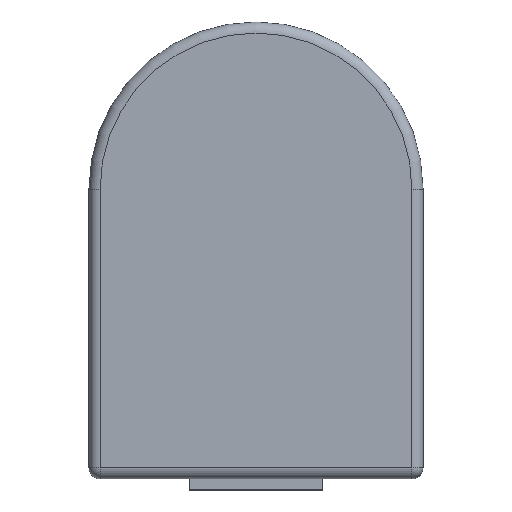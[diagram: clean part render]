
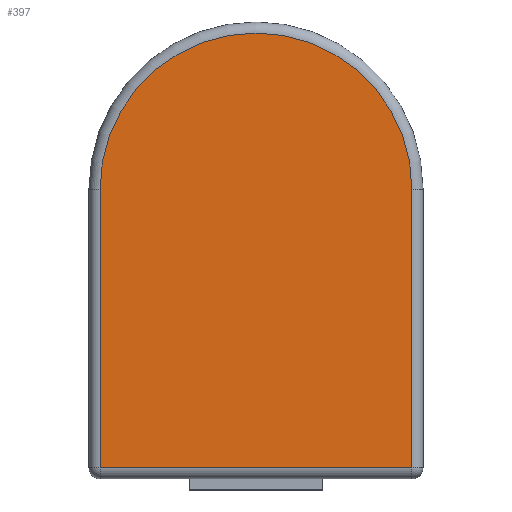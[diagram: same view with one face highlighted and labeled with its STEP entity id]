
A CAD part, top view. The second image highlights one B-rep face of the part: STEP entity #397.
In plain terms, the highlighted planar face has unit normal (0, 0, 1).
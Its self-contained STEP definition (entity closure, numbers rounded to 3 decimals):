
#357=CARTESIAN_POINT('',(0.0,0.0,15.7));
#358=DIRECTION('',(0.0,0.0,1.0));
#359=DIRECTION('',(1.0,0.0,0.0));
#360=AXIS2_PLACEMENT_3D('',#357,#358,#359);
#361=PLANE('',#360);
#362=CARTESIAN_POINT('',(14.,-25.0,15.7));
#363=VERTEX_POINT('',#362);
#364=CARTESIAN_POINT('',(14.,0.,15.7));
#365=VERTEX_POINT('',#364);
#366=CARTESIAN_POINT('',(14.,-25.0,15.7));
#367=DIRECTION('',(0.0,1.0,0.0));
#368=VECTOR('',#367,25.0);
#369=LINE('',#366,#368);
#370=EDGE_CURVE('',#363,#365,#369,.T.);
#371=ORIENTED_EDGE('',*,*,#370,.T.);
#372=CARTESIAN_POINT('',(-14.,0.,15.7));
#373=VERTEX_POINT('',#372);
#374=CARTESIAN_POINT('',(0.0,0.0,15.7));
#375=DIRECTION('',(0.0,0.0,1.0));
#376=DIRECTION('',(1.0,0.0,0.0));
#377=AXIS2_PLACEMENT_3D('',#374,#375,#376);
#378=CIRCLE('',#377,14.);
#379=EDGE_CURVE('',#365,#373,#378,.T.);
#380=ORIENTED_EDGE('',*,*,#379,.T.);
#381=CARTESIAN_POINT('',(-14.,-25.0,15.7));
#382=VERTEX_POINT('',#381);
#383=CARTESIAN_POINT('',(-14.,0.,15.7));
#384=DIRECTION('',(0.0,-1.0,0.0));
#385=VECTOR('',#384,25.0);
#386=LINE('',#383,#385);
#387=EDGE_CURVE('',#373,#382,#386,.T.);
#388=ORIENTED_EDGE('',*,*,#387,.T.);
#389=CARTESIAN_POINT('',(-14.,-25.0,15.7));
#390=DIRECTION('',(1.0,0.0,0.0));
#391=VECTOR('',#390,28.);
#392=LINE('',#389,#391);
#393=EDGE_CURVE('',#382,#363,#392,.T.);
#394=ORIENTED_EDGE('',*,*,#393,.T.);
#395=EDGE_LOOP('',(#371,#380,#388,#394));
#396=FACE_OUTER_BOUND('',#395,.T.);
#397=ADVANCED_FACE('',(#396),#361,.T.);
